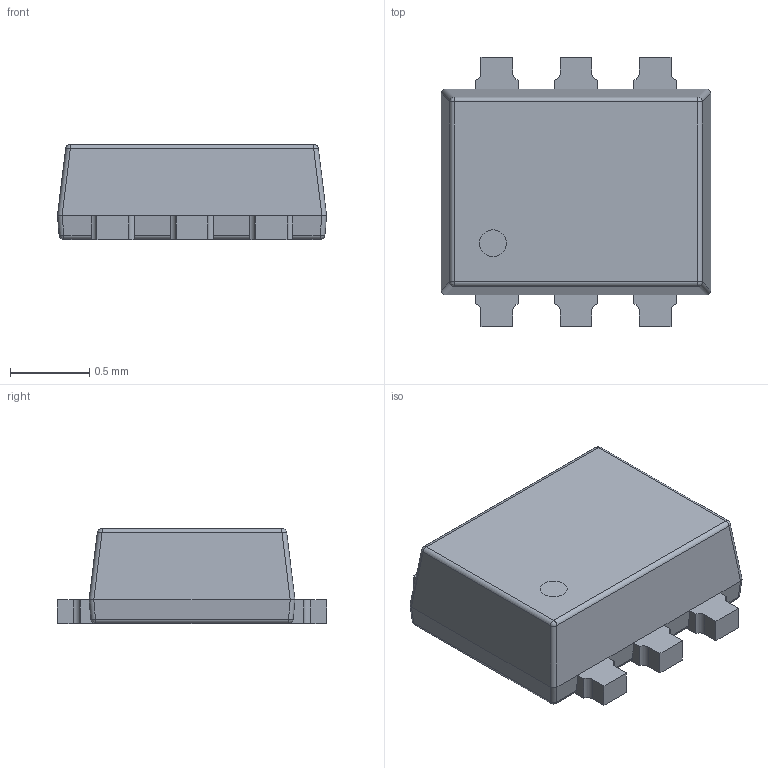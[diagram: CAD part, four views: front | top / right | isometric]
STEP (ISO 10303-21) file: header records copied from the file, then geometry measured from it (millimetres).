
FILE_DESCRIPTION(('STEP AP214'), '1');
FILE_NAME('SC-107', '2019-05-31T18:55:43', ('Nobody'), (''), 'ASCON STEP Converter 1.3', 'ASCON Math Kernel', '');
FILE_SCHEMA(('AUTOMOTIVE_DESIGN { 1 0 10303 214 3 1 1}'));
Length unit declared in the file: millimetre
Assembly tree (7 placements, depth 2):
  (unnamed)
    (unnamed)  x3
    (unnamed)  x3
    (unnamed)
Bounding box: 1.7 x 1.7 x 0.6 mm (x, y, z)
Volume: 1.3 mm3; surface area: 10.1 mm2
Topology: 7 solids, 7 shells, 131 faces, 337 edges, 219 vertices
Faces by surface type: plane 89, cylinder 34, bspline 8
Entity records: 3829 total; most frequent: CARTESIAN_POINT 605, DIRECTION 456, ORIENTED_EDGE 418, EDGE_CURVE 209, LINE 184, VECTOR 184, AXIS2_PLACEMENT_3D 136, VERTEX_POINT 125
